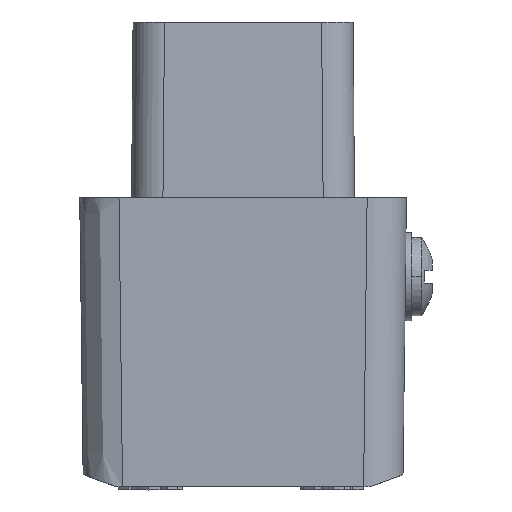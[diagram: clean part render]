
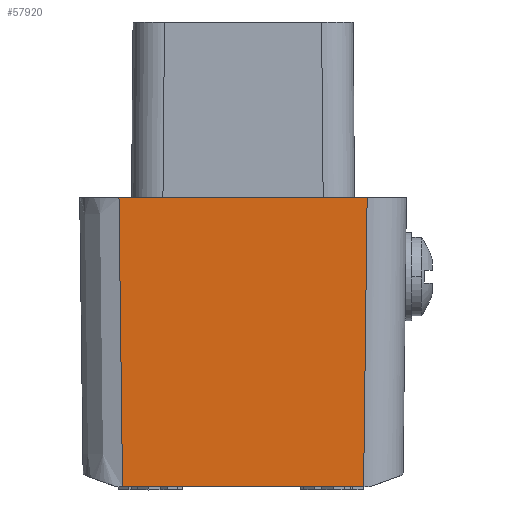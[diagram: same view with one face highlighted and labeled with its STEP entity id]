
A CAD part, left-side view. The second image highlights one B-rep face of the part: STEP entity #57920.
In plain terms, the highlighted face is planar.
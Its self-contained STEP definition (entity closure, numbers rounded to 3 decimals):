
#6690=CARTESIAN_POINT('',(41.359,-6.375,
-7.902));
#6700=VERTEX_POINT('',#6690);
#6750=CARTESIAN_POINT('',(41.359,-6.375,
-2.181));
#6760=DIRECTION('',(0.,0.,-1.));
#6770=VECTOR('',#6760,1.);
#6780=LINE('',#6750,#6770);
#6790=CARTESIAN_POINT('',(41.359,-6.375,
7.899));
#6800=VERTEX_POINT('',#6790);
#6810=EDGE_CURVE('',#6800,#6700,#6780,.T.);
#35300=CARTESIAN_POINT('',(41.585,12.031,
7.674));
#35310=VERTEX_POINT('',#35300);
#37520=CARTESIAN_POINT('',(41.611,14.182,
7.647));
#37530=CARTESIAN_POINT('',(41.594,12.771,
7.665));
#37540=CARTESIAN_POINT('',(41.577,11.36,
7.682));
#37550=CARTESIAN_POINT('',(41.558,9.824,
7.701));
#37560=CARTESIAN_POINT('',(41.556,9.693,
7.702));
#37570=CARTESIAN_POINT('',(41.552,9.358,
7.706));
#37580=CARTESIAN_POINT('',(41.549,9.145,
7.709));
#37590=CARTESIAN_POINT('',(41.546,8.865,
7.712));
#37600=CARTESIAN_POINT('',(41.545,8.798,
7.713));
#37610=CARTESIAN_POINT('',(41.543,8.664,
7.715));
#37620=CARTESIAN_POINT('',(41.543,8.597,
7.716));
#37630=CARTESIAN_POINT('',(41.541,8.463,
7.717));
#37640=CARTESIAN_POINT('',(41.54,8.396,
7.718));
#37650=CARTESIAN_POINT('',(41.537,8.126,
7.721));
#37660=CARTESIAN_POINT('',(41.532,7.721,
7.726));
#37670=CARTESIAN_POINT('',(41.527,7.316,
7.731));
#37680=CARTESIAN_POINT('',(41.519,6.708,
7.739));
#37690=CARTESIAN_POINT('',(41.514,6.302,
7.744));
#37700=CARTESIAN_POINT('',(41.502,5.281,
7.756));
#37710=CARTESIAN_POINT('',(41.494,4.665,
7.764));
#37720=CARTESIAN_POINT('',(41.479,3.433,
7.779));
#37730=CARTESIAN_POINT('',(41.472,2.817,
7.787));
#37740=CARTESIAN_POINT('',(41.463,2.103,
7.795));
#37750=CARTESIAN_POINT('',(41.462,2.003,
7.797));
#37760=CARTESIAN_POINT('',(41.46,1.902,
7.798));
#37770=CARTESIAN_POINT('',(41.46,1.897,
7.798));
#37780=CARTESIAN_POINT('',(41.459,1.781,
7.799));
#37790=CARTESIAN_POINT('',(41.458,1.664,
7.801));
#37800=CARTESIAN_POINT('',(41.455,1.483,
7.803));
#37810=CARTESIAN_POINT('',(41.455,1.416,
7.804));
#37820=CARTESIAN_POINT('',(41.446,0.73,
7.812));
#37830=CARTESIAN_POINT('',(41.439,0.112,
7.82));
#37840=CARTESIAN_POINT('',(41.423,-1.125,
7.835));
#37850=CARTESIAN_POINT('',(41.416,-1.744,
7.843));
#37860=CARTESIAN_POINT('',(41.403,-2.764,
7.855));
#37870=CARTESIAN_POINT('',(41.398,-3.165,
7.86));
#37880=CARTESIAN_POINT('',(41.391,-3.767,
7.867));
#37890=CARTESIAN_POINT('',(41.388,-3.968,
7.87));
#37900=CARTESIAN_POINT('',(41.385,-4.269,
7.873));
#37910=CARTESIAN_POINT('',(41.382,-4.469,
7.876));
#37920=CARTESIAN_POINT('',(41.38,-4.67,
7.878));
#37930=CARTESIAN_POINT('',(41.378,-4.837,
7.88));
#37940=CARTESIAN_POINT('',(41.377,-4.904,
7.881));
#37950=CARTESIAN_POINT('',(41.375,-5.038,
7.883));
#37960=CARTESIAN_POINT('',(41.375,-5.104,
7.884));
#37970=CARTESIAN_POINT('',(41.373,-5.238,
7.885));
#37980=CARTESIAN_POINT('',(41.372,-5.305,
7.886));
#37990=CARTESIAN_POINT('',(41.333,-8.473,
7.925));
#38000=CARTESIAN_POINT('',(41.295,-11.574,
7.963));
#38010=CARTESIAN_POINT('',(41.257,-14.675,
8.001));
#38020=(BOUNDED_CURVE() B_SPLINE_CURVE(3,(#37520,#37530,#37540,#37550,
#37560,#37570,#37580,#37590,#37600,#37610,#37620,#37630,#37640,#37650,
#37660,#37670,#37680,#37690,#37700,#37710,#37720,#37730,#37740,#37750,
#37760,#37770,#37780,#37790,#37800,#37810,#37820,#37830,#37840,#37850,
#37860,#37870,#37880,#37890,#37900,#37910,#37920,#37930,#37940,#37950,
#37960,#37970,#37980,#37990,#38000,#38010),.UNSPECIFIED.,.F.,.F.) 
B_SPLINE_CURVE_WITH_KNOTS((4,2,2,2,2,2,2,1,2,2,2,2,1,2,1,2,2,2,2,2,2,1,2
,2,2,2,4),(-4.089,0.,0.365,1.006,
1.207,1.408,1.609,2.218,
2.826,4.043,5.893,7.743,
8.038,8.045,8.052,8.395,
8.596,10.452,12.308,13.512,
14.114,14.415,14.716,14.916,
15.117,15.317,24.622),.UNSPECIFIED.) CURVE
() GEOMETRIC_REPRESENTATION_ITEM() RATIONAL_B_SPLINE_CURVE((
1.,1.,1.,1.,
1.,1.,1.,1.,
1.,1.,1.,1.,
1.,1.,1.,1.,
1.,1.,1.,1.,
1.,1.,1.,1.,
1.,1.,1.,1.,
1.,1.,1.,1.,
1.,1.,1.,1.,
1.,1.,1.,1.,
1.,1.,1.,1.,
1.,1.,1.,1.,
1.,1.)) REPRESENTATION_ITEM(''));
#38030=EDGE_CURVE('',#35310,#6800,#38020,.T.);
#57690=CARTESIAN_POINT('',(41.359,-6.375,
-2.181));
#57700=DIRECTION('',(-1.,0.012,
0.));
#57710=DIRECTION('',(0.,0.,-1.));
#57720=AXIS2_PLACEMENT_3D('',#57690,#57700,#57710);
#57730=PLANE('',#57720);
#57740=CARTESIAN_POINT('',(41.577,11.426,
-7.683));
#57750=DIRECTION('',(0.012,1.,
0.012));
#57760=VECTOR('',#57750,1.);
#57770=LINE('',#57740,#57760);
#57780=CARTESIAN_POINT('',(41.585,12.031,
-7.676));
#57790=VERTEX_POINT('',#57780);
#57800=EDGE_CURVE('',#6700,#57790,#57770,.T.);
#57810=ORIENTED_EDGE('',*,*,#57800,.F.);
#57820=CARTESIAN_POINT('',(41.585,12.031,
-2.181));
#57830=DIRECTION('',(0.,0.,1.));
#57840=VECTOR('',#57830,1.);
#57850=LINE('',#57820,#57840);
#57860=EDGE_CURVE('',#57790,#35310,#57850,.T.);
#57870=ORIENTED_EDGE('',*,*,#57860,.F.);
#57880=ORIENTED_EDGE('',*,*,#38030,.F.);
#57890=ORIENTED_EDGE('',*,*,#6810,.F.);
#57900=EDGE_LOOP('',(#57890,#57880,#57870,#57810));
#57910=FACE_OUTER_BOUND('',#57900,.T.);
#57920=ADVANCED_FACE('',(#57910),#57730,.T.);
